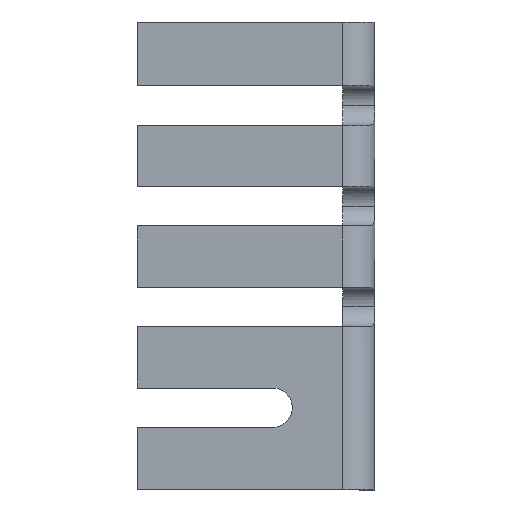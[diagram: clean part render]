
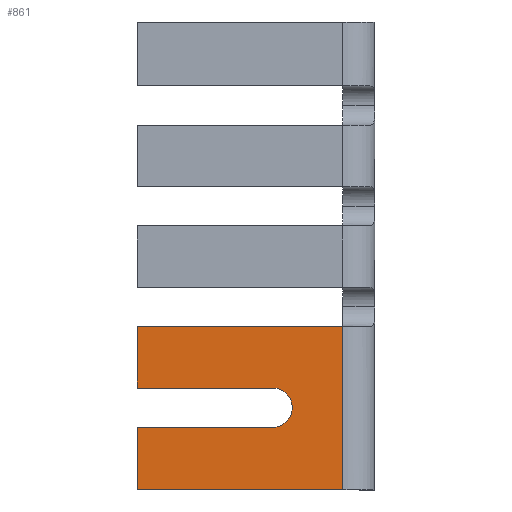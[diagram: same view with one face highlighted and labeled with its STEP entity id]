
A CAD part, left-side view. The second image highlights one B-rep face of the part: STEP entity #861.
In plain terms, the highlighted planar face has unit normal (-1, 0, 0).
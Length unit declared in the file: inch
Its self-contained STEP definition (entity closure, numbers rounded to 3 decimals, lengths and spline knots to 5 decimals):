
#47 = CARTESIAN_POINT ( 'NONE',  ( -0.375, 0.05118, 0. ) ) ;
#85 = CARTESIAN_POINT ( 'NONE',  ( -0.375, 0.38, 0. ) ) ;
#129 = DIRECTION ( 'NONE',  ( 1., 0., 0. ) ) ;
#183 = ORIENTED_EDGE ( 'NONE', *, *, #2340, .T. ) ;
#189 = EDGE_CURVE ( 'NONE', #1910, #422, #2199, .T. ) ;
#228 = LINE ( 'NONE', #2504, #1576 ) ;
#288 = EDGE_CURVE ( 'NONE', #818, #2728, #2595, .T. ) ;
#349 = DIRECTION ( 'NONE',  ( 0., 1., 0. ) ) ;
#369 = EDGE_CURVE ( 'NONE', #2728, #1337, #2659, .T. ) ;
#422 = VERTEX_POINT ( 'NONE', #548 ) ;
#508 = DIRECTION ( 'NONE',  ( 0., 0., -1. ) ) ;
#548 = CARTESIAN_POINT ( 'NONE',  ( -0.375, 0.38, -0.27461 ) ) ;
#574 = FACE_OUTER_BOUND ( 'NONE', #1738, .T. ) ;
#648 = VECTOR ( 'NONE', #1991, 39.37008 ) ;
#714 = LINE ( 'NONE', #2330, #1251 ) ;
#730 = CARTESIAN_POINT ( 'NONE',  ( -0.375, 0., 0. ) ) ;
#765 = CIRCLE ( 'NONE', #1603, 0.0315 ) ;
#783 = VERTEX_POINT ( 'NONE', #1982 ) ;
#818 = VERTEX_POINT ( 'NONE', #2002 ) ;
#824 = EDGE_CURVE ( 'NONE', #783, #2211, #989, .T. ) ;
#859 = ORIENTED_EDGE ( 'NONE', *, *, #824, .T. ) ;
#861 = ADVANCED_FACE ( 'NONE', ( #574 ), #2627, .F. ) ;
#878 = CARTESIAN_POINT ( 'NONE',  ( -0.375, 0., -0.27461 ) ) ;
#963 = VECTOR ( 'NONE', #2262, 39.37008 ) ;
#972 = CARTESIAN_POINT ( 'NONE',  ( -0.375, 0.16346, -0.21161 ) ) ;
#984 = ORIENTED_EDGE ( 'NONE', *, *, #1112, .T. ) ;
#989 = LINE ( 'NONE', #1779, #1374 ) ;
#1023 = DIRECTION ( 'NONE',  ( 0., 1., 0. ) ) ;
#1027 = CARTESIAN_POINT ( 'NONE',  ( -0.375, 0.05118, -0.11319 ) ) ;
#1112 = EDGE_CURVE ( 'NONE', #1337, #783, #714, .T. ) ;
#1119 = DIRECTION ( 'NONE',  ( 0., 1., 0. ) ) ;
#1251 = VECTOR ( 'NONE', #1023, 39.37008 ) ;
#1256 = EDGE_CURVE ( 'NONE', #422, #818, #1410, .T. ) ;
#1266 = ORIENTED_EDGE ( 'NONE', *, *, #1944, .T. ) ;
#1337 = VERTEX_POINT ( 'NONE', #1027 ) ;
#1351 = DIRECTION ( 'NONE',  ( 0., 1., 0. ) ) ;
#1361 = CARTESIAN_POINT ( 'NONE',  ( -0.375, 0.05118, -0.375 ) ) ;
#1374 = VECTOR ( 'NONE', #2011, 39.37008 ) ;
#1384 = ORIENTED_EDGE ( 'NONE', *, *, #288, .T. ) ;
#1403 = CARTESIAN_POINT ( 'NONE',  ( -0.375, 0., -0.375 ) ) ;
#1410 = LINE ( 'NONE', #85, #2459 ) ;
#1425 = ORIENTED_EDGE ( 'NONE', *, *, #369, .T. ) ;
#1452 = CARTESIAN_POINT ( 'NONE',  ( -0.375, 0.16346, -0.27461 ) ) ;
#1576 = VECTOR ( 'NONE', #1877, 39.37008 ) ;
#1603 = AXIS2_PLACEMENT_3D ( 'NONE', #2668, #129, #349 ) ;
#1689 = VECTOR ( 'NONE', #1119, 39.37008 ) ;
#1738 = EDGE_LOOP ( 'NONE', ( #183, #1266, #2743, #2611, #1384, #1425, #984, #859 ) ) ;
#1779 = CARTESIAN_POINT ( 'NONE',  ( -0.375, 0.38, 0. ) ) ;
#1877 = DIRECTION ( 'NONE',  ( 0., -1., 0. ) ) ;
#1910 = VERTEX_POINT ( 'NONE', #1452 ) ;
#1944 = EDGE_CURVE ( 'NONE', #2672, #1910, #765, .T. ) ;
#1962 = AXIS2_PLACEMENT_3D ( 'NONE', #730, #2421, #1351 ) ;
#1982 = CARTESIAN_POINT ( 'NONE',  ( -0.375, 0.38, -0.11319 ) ) ;
#1991 = DIRECTION ( 'NONE',  ( 0., 0., 1. ) ) ;
#2002 = CARTESIAN_POINT ( 'NONE',  ( -0.375, 0.38, -0.375 ) ) ;
#2011 = DIRECTION ( 'NONE',  ( 0., 0., -1. ) ) ;
#2199 = LINE ( 'NONE', #878, #1689 ) ;
#2211 = VERTEX_POINT ( 'NONE', #2705 ) ;
#2262 = DIRECTION ( 'NONE',  ( 0., -1., 0. ) ) ;
#2330 = CARTESIAN_POINT ( 'NONE',  ( -0.375, 0., -0.11319 ) ) ;
#2340 = EDGE_CURVE ( 'NONE', #2211, #2672, #228, .T. ) ;
#2421 = DIRECTION ( 'NONE',  ( 1., 0., 0. ) ) ;
#2459 = VECTOR ( 'NONE', #508, 39.37008 ) ;
#2504 = CARTESIAN_POINT ( 'NONE',  ( -0.375, 0., -0.21161 ) ) ;
#2595 = LINE ( 'NONE', #1403, #963 ) ;
#2611 = ORIENTED_EDGE ( 'NONE', *, *, #1256, .T. ) ;
#2627 = PLANE ( 'NONE',  #1962 ) ;
#2659 = LINE ( 'NONE', #47, #648 ) ;
#2668 = CARTESIAN_POINT ( 'NONE',  ( -0.375, 0.16346, -0.24311 ) ) ;
#2672 = VERTEX_POINT ( 'NONE', #972 ) ;
#2705 = CARTESIAN_POINT ( 'NONE',  ( -0.375, 0.38, -0.21161 ) ) ;
#2728 = VERTEX_POINT ( 'NONE', #1361 ) ;
#2743 = ORIENTED_EDGE ( 'NONE', *, *, #189, .T. ) ;
